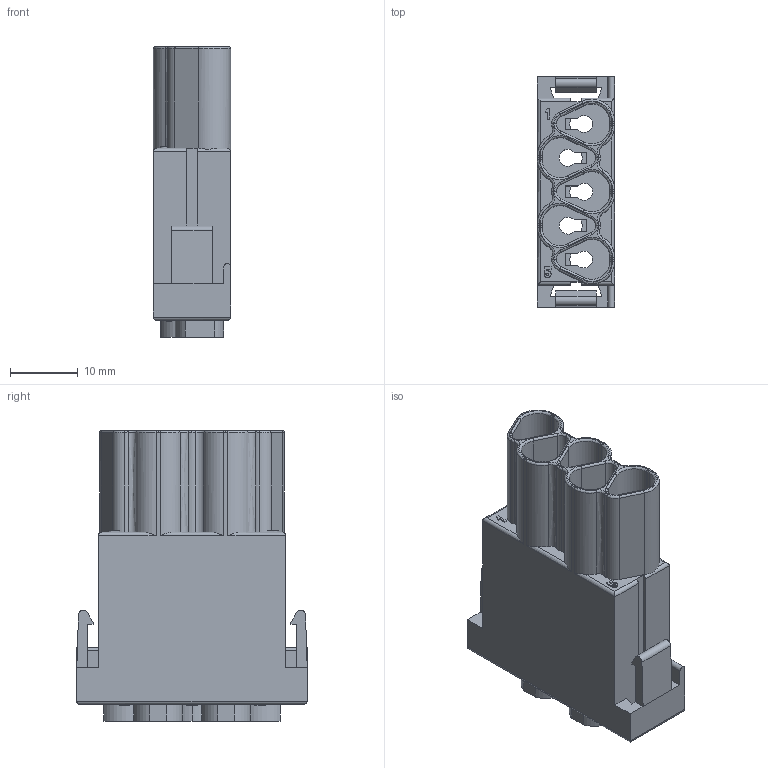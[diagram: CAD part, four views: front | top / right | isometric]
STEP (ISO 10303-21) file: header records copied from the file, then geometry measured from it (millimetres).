
FILE_DESCRIPTION(/* description */ (''),/* implementation_level */ '2;1');
FILE_NAME(/* name */ 'c146 d05 801 e8nxc001-02.stp',/* time_stamp */ '2021-04-12T13:01:17+02:00',/* author */ (''),/* organization */ (''),/* preprocessor_version */ 'ST-DEVELOPER v16.7',/* originating_system */ 'SIEMENS PLM Software NX 12.0',/* authorisation */ '');
FILE_SCHEMA (('AUTOMOTIVE_DESIGN { 1 0 10303 214 3 1 1 1 }'));
Length unit declared in the file: millimetre
Products named in the file (5): c146 d05 800 e8nxm001-05_39154ID; CE-ZEICHEN_3-01_39155ID; CE-ZEICHEN_3-01_35283ID; c146 d05 801 e8nxm001-07_SOLID; c146 d05 801 e8nxc001-02
Assembly tree (4 placements, depth 3):
  c146 d05 801 e8nxc001-02
    c146 d05 801 e8nxm001-07_SOLID
      CE-ZEICHEN_3-01_39155ID
      c146 d05 800 e8nxm001-05_39154ID
    CE-ZEICHEN_3-01_35283ID
Bounding box: 11.4 x 34 x 42.9 mm (x, y, z)
Volume: 7810.5 mm3; surface area: 8106.7 mm2
Topology: 1 solids, 1 shells, 445 faces, 1284 edges, 905 vertices
Faces by surface type: plane 254, cylinder 126, bspline 40, torus 10, extrusion 10, cone 5
Full cylindrical faces by diameter (mm): 4.2 x6
Entity records: 18315 total; most frequent: CARTESIAN_POINT 4126, ORIENTED_EDGE 2550, DIRECTION 2115, EDGE_CURVE 1275, VERTEX_POINT 900, AXIS2_PLACEMENT_3D 718, VECTOR 679, LINE 669
